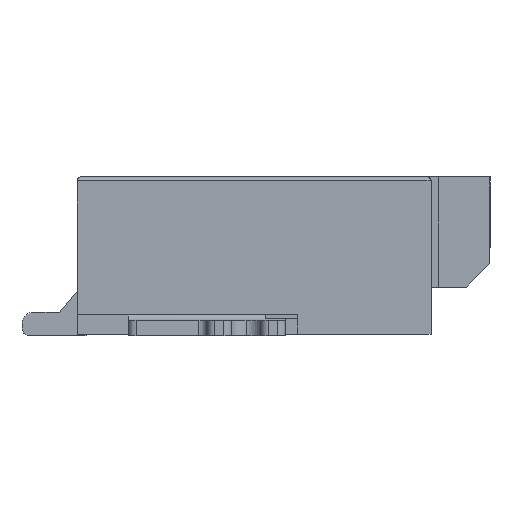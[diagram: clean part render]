
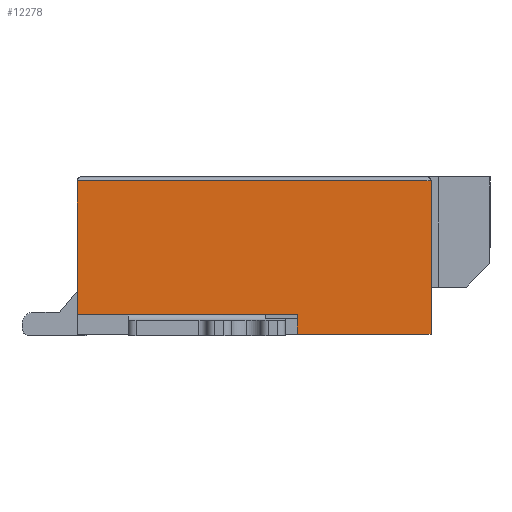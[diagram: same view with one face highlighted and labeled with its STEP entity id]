
A CAD part, left-side view. The second image highlights one B-rep face of the part: STEP entity #12278.
In plain terms, the highlighted planar face has unit normal (-1, 0, 0).
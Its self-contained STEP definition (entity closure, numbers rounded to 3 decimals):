
#159 = LINE ( 'NONE', #32067, #34796 ) ;
#640 = DIRECTION ( 'NONE',  ( 0., -1., 0. ) ) ;
#1077 = CARTESIAN_POINT ( 'NONE',  ( -10.7, -1.353, 0.27 ) ) ;
#2156 = VECTOR ( 'NONE', #640, 1000. ) ;
#2954 = VECTOR ( 'NONE', #17264, 1000. ) ;
#4122 = ORIENTED_EDGE ( 'NONE', *, *, #30242, .F. ) ;
#8638 = EDGE_CURVE ( 'NONE', #28285, #19209, #26684, .T. ) ;
#8867 = VERTEX_POINT ( 'NONE', #39958 ) ;
#9071 = CARTESIAN_POINT ( 'NONE',  ( -10.7, -1.878, 0.37 ) ) ;
#10669 = EDGE_LOOP ( 'NONE', ( #4122, #16427, #39363, #27358, #37791, #38815 ) ) ;
#12150 = VECTOR ( 'NONE', #38388, 1000. ) ;
#12170 = CARTESIAN_POINT ( 'NONE',  ( -10.7, -3.578, 0.32 ) ) ;
#12278 = ADVANCED_FACE ( 'NONE', ( #33382 ), #17029, .T. ) ;
#12473 = DIRECTION ( 'NONE',  ( 0., -1., 0. ) ) ;
#14009 = VERTEX_POINT ( 'NONE', #33493 ) ;
#16013 = EDGE_CURVE ( 'NONE', #14009, #8867, #20700, .T. ) ;
#16427 = ORIENTED_EDGE ( 'NONE', *, *, #30523, .T. ) ;
#17029 = PLANE ( 'NONE',  #17048 ) ;
#17048 = AXIS2_PLACEMENT_3D ( 'NONE', #24346, #17879, #27152 ) ;
#17264 = DIRECTION ( 'NONE',  ( 0., 0., 1. ) ) ;
#17879 = DIRECTION ( 'NONE',  ( -1., 0., 0. ) ) ;
#18771 = CARTESIAN_POINT ( 'NONE',  ( -10.7, -3.578, 0.02 ) ) ;
#19209 = VERTEX_POINT ( 'NONE', #33760 ) ;
#19724 = VECTOR ( 'NONE', #25444, 1000. ) ;
#20700 = LINE ( 'NONE', #30018, #24732 ) ;
#23066 = EDGE_CURVE ( 'NONE', #28285, #8867, #27598, .T. ) ;
#24346 = CARTESIAN_POINT ( 'NONE',  ( -10.7, -1.353, 1.02 ) ) ;
#24374 = CARTESIAN_POINT ( 'NONE',  ( -10.7, 0.922, 1.72 ) ) ;
#24732 = VECTOR ( 'NONE', #30849, 1000. ) ;
#25444 = DIRECTION ( 'NONE',  ( 0., 0., 1. ) ) ;
#26115 = VERTEX_POINT ( 'NONE', #41539 ) ;
#26684 = LINE ( 'NONE', #1077, #2156 ) ;
#27152 = DIRECTION ( 'NONE',  ( 0., 0., 1. ) ) ;
#27358 = ORIENTED_EDGE ( 'NONE', *, *, #16013, .T. ) ;
#27598 = LINE ( 'NONE', #24374, #2954 ) ;
#28285 = VERTEX_POINT ( 'NONE', #41490 ) ;
#30018 = CARTESIAN_POINT ( 'NONE',  ( -10.7, -1.353, 1.97 ) ) ;
#30242 = EDGE_CURVE ( 'NONE', #26115, #19209, #32524, .T. ) ;
#30523 = EDGE_CURVE ( 'NONE', #26115, #42441, #159, .T. ) ;
#30772 = EDGE_CURVE ( 'NONE', #42441, #14009, #38191, .T. ) ;
#30849 = DIRECTION ( 'NONE',  ( 0., 1., 0. ) ) ;
#32067 = CARTESIAN_POINT ( 'NONE',  ( -10.7, -1.353, 0.02 ) ) ;
#32524 = LINE ( 'NONE', #9071, #19724 ) ;
#33382 = FACE_OUTER_BOUND ( 'NONE', #10669, .T. ) ;
#33493 = CARTESIAN_POINT ( 'NONE',  ( -10.7, -3.578, 1.97 ) ) ;
#33760 = CARTESIAN_POINT ( 'NONE',  ( -10.7, -1.878, 0.27 ) ) ;
#34796 = VECTOR ( 'NONE', #12473, 1000. ) ;
#37791 = ORIENTED_EDGE ( 'NONE', *, *, #23066, .F. ) ;
#38191 = LINE ( 'NONE', #12170, #12150 ) ;
#38388 = DIRECTION ( 'NONE',  ( 0., 0., 1. ) ) ;
#38815 = ORIENTED_EDGE ( 'NONE', *, *, #8638, .T. ) ;
#39363 = ORIENTED_EDGE ( 'NONE', *, *, #30772, .T. ) ;
#39958 = CARTESIAN_POINT ( 'NONE',  ( -10.7, 0.922, 1.97 ) ) ;
#41490 = CARTESIAN_POINT ( 'NONE',  ( -10.7, 0.922, 0.27 ) ) ;
#41539 = CARTESIAN_POINT ( 'NONE',  ( -10.7, -1.878, 0.02 ) ) ;
#42441 = VERTEX_POINT ( 'NONE', #18771 ) ;
